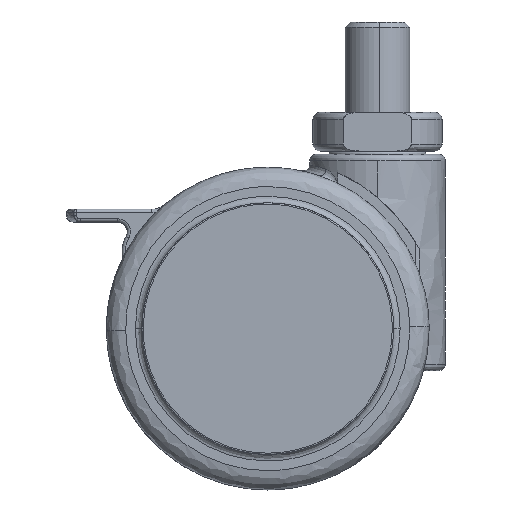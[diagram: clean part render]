
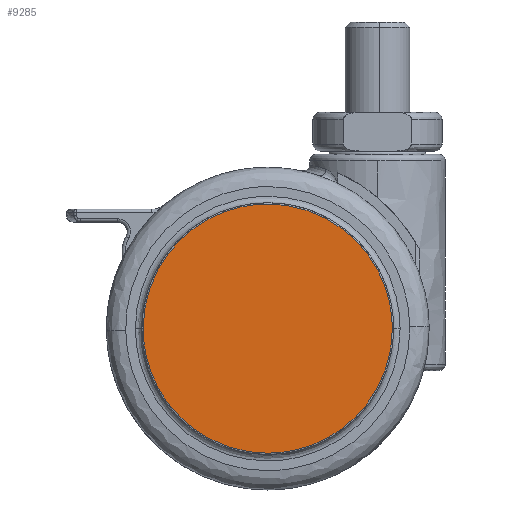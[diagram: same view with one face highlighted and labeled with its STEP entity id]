
A CAD part, front view. The second image highlights one B-rep face of the part: STEP entity #9285.
In plain terms, the highlighted free-form (B-spline) face has degree [1, 1] with [2, 2] control points.
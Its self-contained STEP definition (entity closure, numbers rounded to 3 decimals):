
#9147=CARTESIAN_POINT('',(-19.3,-21.6,0.));
#9148=VERTEX_POINT('',#9147);
#9162=CARTESIAN_POINT('',(0.0,-21.6,19.3));
#9163=VERTEX_POINT('',#9162);
#9164=CARTESIAN_POINT('',(-19.3,-21.6,0.));
#9165=CARTESIAN_POINT('',(-19.3,-21.6,19.3));
#9166=CARTESIAN_POINT('',(0.0,-21.6,19.3));
#9174=(BOUNDED_CURVE()B_SPLINE_CURVE(2,(#9164,#9165,#9166),.UNSPECIFIED.,.F.,.U.)B_SPLINE_CURVE_WITH_KNOTS((3,3),(0.75,1.0),.UNSPECIFIED.)CURVE()GEOMETRIC_REPRESENTATION_ITEM()RATIONAL_B_SPLINE_CURVE((1.0,0.707,1.0))REPRESENTATION_ITEM(''));
#9175=EDGE_CURVE('',#9148,#9163,#9174,.T.);
#9177=CARTESIAN_POINT('',(19.3,-21.6,0.));
#9178=VERTEX_POINT('',#9177);
#9179=CARTESIAN_POINT('',(0.0,-21.6,19.3));
#9180=CARTESIAN_POINT('',(19.3,-21.6,19.3));
#9181=CARTESIAN_POINT('',(19.3,-21.6,0.));
#9189=(BOUNDED_CURVE()B_SPLINE_CURVE(2,(#9179,#9180,#9181),.UNSPECIFIED.,.F.,.U.)B_SPLINE_CURVE_WITH_KNOTS((3,3),(0.0,0.25),.UNSPECIFIED.)CURVE()GEOMETRIC_REPRESENTATION_ITEM()RATIONAL_B_SPLINE_CURVE((1.0,0.707,1.0))REPRESENTATION_ITEM(''));
#9190=EDGE_CURVE('',#9163,#9178,#9189,.T.);
#9242=CARTESIAN_POINT('',(0.0,-21.6,-19.3));
#9243=VERTEX_POINT('',#9242);
#9244=CARTESIAN_POINT('',(19.3,-21.6,0.));
#9245=CARTESIAN_POINT('',(19.3,-21.6,-19.3));
#9246=CARTESIAN_POINT('',(0.0,-21.6,-19.3));
#9254=(BOUNDED_CURVE()B_SPLINE_CURVE(2,(#9244,#9245,#9246),.UNSPECIFIED.,.F.,.U.)B_SPLINE_CURVE_WITH_KNOTS((3,3),(0.25,0.5),.UNSPECIFIED.)CURVE()GEOMETRIC_REPRESENTATION_ITEM()RATIONAL_B_SPLINE_CURVE((1.0,0.707,1.0))REPRESENTATION_ITEM(''));
#9255=EDGE_CURVE('',#9178,#9243,#9254,.T.);
#9257=CARTESIAN_POINT('',(0.0,-21.6,-19.3));
#9258=CARTESIAN_POINT('',(-19.3,-21.6,-19.3));
#9259=CARTESIAN_POINT('',(-19.3,-21.6,0.));
#9267=(BOUNDED_CURVE()B_SPLINE_CURVE(2,(#9257,#9258,#9259),.UNSPECIFIED.,.F.,.U.)B_SPLINE_CURVE_WITH_KNOTS((3,3),(0.5,0.75),.UNSPECIFIED.)CURVE()GEOMETRIC_REPRESENTATION_ITEM()RATIONAL_B_SPLINE_CURVE((1.0,0.707,1.0))REPRESENTATION_ITEM(''));
#9268=EDGE_CURVE('',#9243,#9148,#9267,.T.);
#9274=CARTESIAN_POINT('',(-21.228,-21.6,-21.228));
#9275=CARTESIAN_POINT('',(-21.228,-21.6,21.228));
#9276=CARTESIAN_POINT('',(21.228,-21.6,-21.228));
#9277=CARTESIAN_POINT('',(21.228,-21.6,21.228));
#9278=B_SPLINE_SURFACE_WITH_KNOTS('',1,1,((#9274,#9276),(#9275,#9277)),.UNSPECIFIED.,.F.,.F.,.U.,(2,2),(2,2),(0.0,42.456),(0.0,42.456),.UNSPECIFIED.);
#9279=ORIENTED_EDGE('',*,*,#9175,.F.);
#9280=ORIENTED_EDGE('',*,*,#9268,.F.);
#9281=ORIENTED_EDGE('',*,*,#9255,.F.);
#9282=ORIENTED_EDGE('',*,*,#9190,.F.);
#9283=EDGE_LOOP('',(#9279,#9280,#9281,#9282));
#9284=FACE_OUTER_BOUND('',#9283,.T.);
#9285=ADVANCED_FACE('',(#9284),#9278,.F.);
